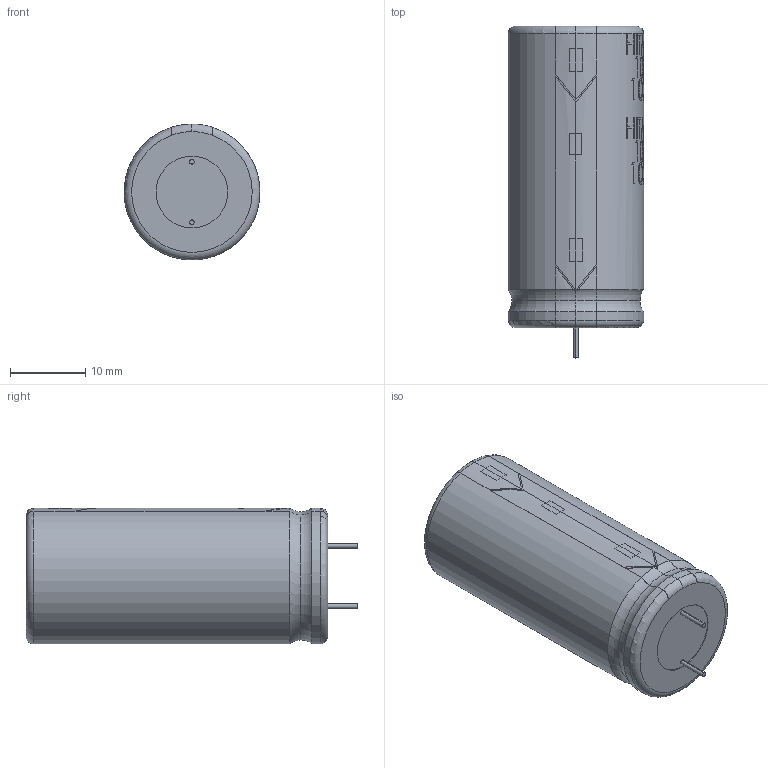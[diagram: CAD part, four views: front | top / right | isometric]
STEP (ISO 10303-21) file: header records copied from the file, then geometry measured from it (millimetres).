
FILE_DESCRIPTION (( 'STEP AP214' ), '1' );
FILE_NAME ('HITANO 1000uF 100V 18õ40.STEP', '2024-03-13T14:19:40', ( '' ), ( '' ), 'SwSTEP 2.0', 'SolidWorks 2024', '' );
FILE_SCHEMA (( 'AUTOMOTIVE_DESIGN' ));
Length unit declared in the file: millimetre
Products named in the file (1): HITANO 1000uF 100V 18х40
Bounding box: 18 x 44 x 18.01 mm (x, y, z)
Volume: 10087 mm3; surface area: 2765.1 mm2
Topology: 1 solids, 1 shells, 412 faces, 1068 edges, 703 vertices
Faces by surface type: plane 205, bspline 118, cylinder 73, torus 16
Entity records: 24192 total; most frequent: CARTESIAN_POINT 10410, ORIENTED_EDGE 2136, DIRECTION 1553, EDGE_CURVE 1068, VERTEX_POINT 703, AXIS2_PLACEMENT_3D 524, LINE 505, VECTOR 505
